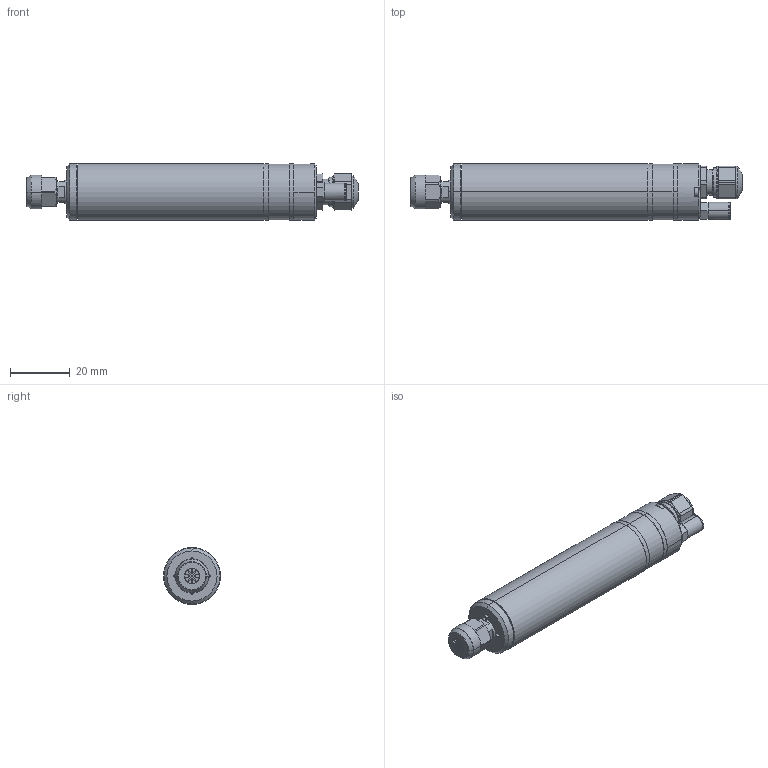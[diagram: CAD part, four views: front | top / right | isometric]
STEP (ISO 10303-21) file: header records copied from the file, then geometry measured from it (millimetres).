
FILE_DESCRIPTION (( 'STEP AP203' ), '1' );
FILE_NAME ('019S100-01-.STEP', '2011-02-09T14:14:33', ( 'Sekretariat' ), ( 'IBAG Switzerland AG' ), 'SwSTEP 2.0', 'SolidWorks 2010', '' );
FILE_SCHEMA (( 'CONFIG_CONTROL_DESIGN' ));
Length unit declared in the file: millimetre
Products named in the file (1): 019S100-01-
Bounding box: 111.17 x 19.05 x 19.05 mm (x, y, z)
Surface area: 8821.8 mm2 (no closed solid volume)
Topology: 0 solids, 16 shells, 236 faces, 736 edges, 517 vertices
Faces by surface type: plane 105, cylinder 87, cone 30, torus 14
Entity records: 8402 total; most frequent: CARTESIAN_POINT 1697, DIRECTION 1471, ORIENTED_EDGE 1219, EDGE_CURVE 732, AXIS2_PLACEMENT_3D 547, VERTEX_POINT 517, VECTOR 377, LINE 377
